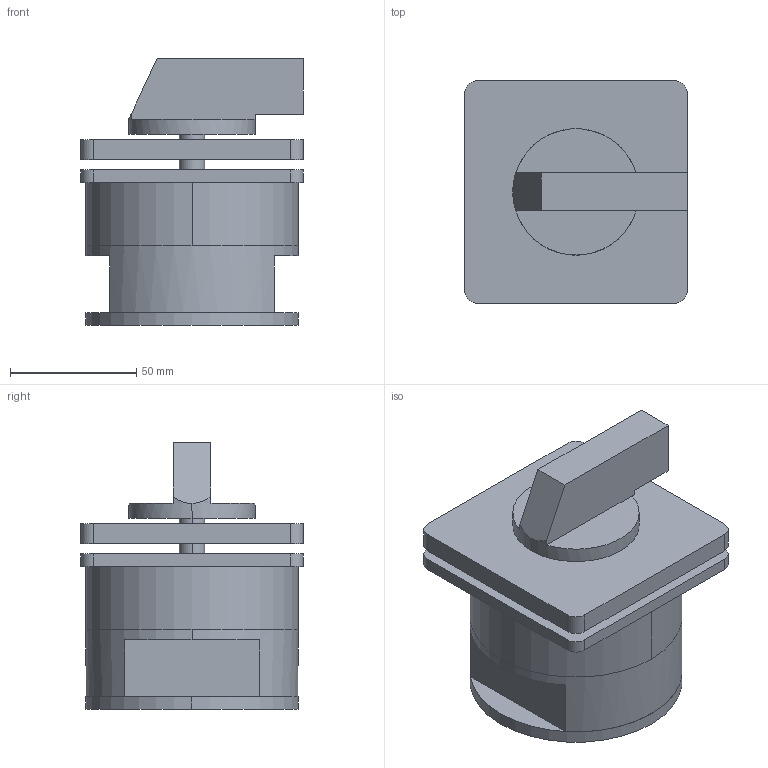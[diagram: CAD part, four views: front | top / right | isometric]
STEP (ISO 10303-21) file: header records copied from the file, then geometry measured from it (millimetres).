
FILE_DESCRIPTION((''),'2;1');
FILE_NAME('LW26-125_ASM','2024-04-22T',('sipei.wu'),(''),'PRO/ENGINEER BY PARAMETRIC TECHNOLOGY CORPORATION, 2015440','PRO/ENGINEER BY PARAMETRIC TECHNOLOGY CORPORATION, 2015440','');
FILE_SCHEMA(('CONFIG_CONTROL_DESIGN'));
Length unit declared in the file: millimetre
Products named in the file (7): ANZHUANGBAN; MIANBAN; ZHONGJIE; DIBAN; ZHOU; SHOUBING; LW26-125_ASM
Assembly tree (6 placements, depth 2):
  LW26-125_ASM
    ANZHUANGBAN
    MIANBAN
    ZHONGJIE
    DIBAN
    ZHOU
    SHOUBING
Bounding box: 88 x 88 x 105.5 mm (x, y, z)
Volume: 431370.8 mm3; surface area: 84081 mm2
Topology: 6 solids, 6 shells, 63 faces, 146 edges, 96 vertices
Faces by surface type: plane 35, cylinder 28
Entity records: 2005 total; most frequent: DIRECTION 358, CARTESIAN_POINT 327, ORIENTED_EDGE 292, EDGE_CURVE 146, AXIS2_PLACEMENT_3D 138, VERTEX_POINT 96, VECTOR 82, LINE 82
